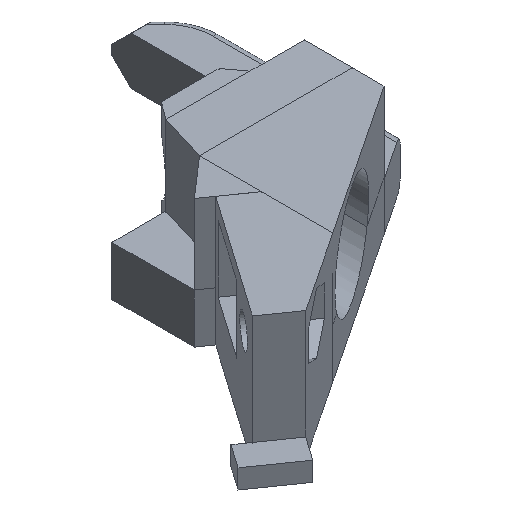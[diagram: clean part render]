
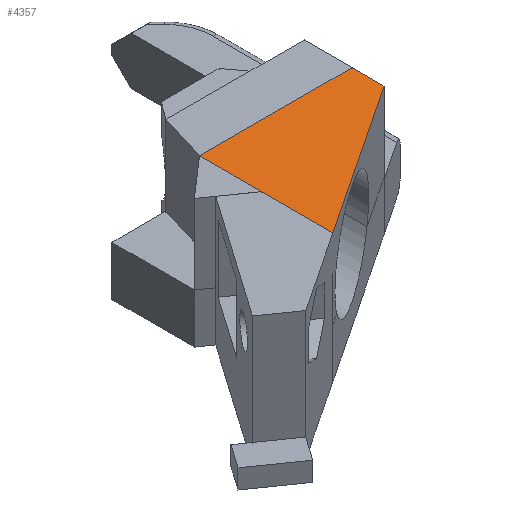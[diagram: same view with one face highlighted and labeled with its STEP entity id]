
A CAD part, isometric view. The second image highlights one B-rep face of the part: STEP entity #4357.
In plain terms, the highlighted planar face has unit normal (0, 0, 1).
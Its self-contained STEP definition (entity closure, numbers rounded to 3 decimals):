
#841 = PLANE('',#842);
#842 = AXIS2_PLACEMENT_3D('',#843,#844,#845);
#843 = CARTESIAN_POINT('',(-7.912,-3.127,13.4));
#844 = DIRECTION('',(-0.,-0.,-1.));
#845 = DIRECTION('',(-1.,0.,0.));
#1084 = VERTEX_POINT('',#1085);
#1085 = CARTESIAN_POINT('',(-15.88,-18.888,13.4));
#1099 = PLANE('',#1100);
#1100 = AXIS2_PLACEMENT_3D('',#1101,#1102,#1103);
#1101 = CARTESIAN_POINT('',(-7.912,-3.127,13.4));
#1102 = DIRECTION('',(-0.,-0.,-1.));
#1103 = DIRECTION('',(-1.,0.,0.));
#1127 = PLANE('',#1128);
#1128 = AXIS2_PLACEMENT_3D('',#1129,#1130,#1131);
#1129 = CARTESIAN_POINT('',(0.,-8.326,0.));
#1130 = DIRECTION('',(0.554,-0.833,0.));
#1131 = DIRECTION('',(-0.833,-0.554,0.));
#2523 = VERTEX_POINT('',#2524);
#2524 = CARTESIAN_POINT('',(0.,-5.,13.4));
#2540 = PLANE('',#2541);
#2541 = AXIS2_PLACEMENT_3D('',#2542,#2543,#2544);
#2542 = CARTESIAN_POINT('',(0.,-5.,13.4));
#2543 = DIRECTION('',(1.,0.,0.));
#2544 = DIRECTION('',(0.,0.,-1.));
#2601 = VERTEX_POINT('',#2602);
#2602 = CARTESIAN_POINT('',(-15.88,-5.,13.4));
#2652 = EDGE_CURVE('',#2601,#2523,#2653,.T.);
#2653 = SURFACE_CURVE('',#2654,(#2658,#2665),.PCURVE_S1.);
#2654 = LINE('',#2655,#2656);
#2655 = CARTESIAN_POINT('',(-15.88,-5.,13.4));
#2656 = VECTOR('',#2657,1.);
#2657 = DIRECTION('',(1.,0.,0.));
#2658 = PCURVE('',#841,#2659);
#2659 = DEFINITIONAL_REPRESENTATION('',(#2660),#2664);
#2660 = LINE('',#2661,#2662);
#2661 = CARTESIAN_POINT('',(7.968,-1.873));
#2662 = VECTOR('',#2663,1.);
#2663 = DIRECTION('',(-1.,0.));
#2664 = ( GEOMETRIC_REPRESENTATION_CONTEXT(2) 
PARAMETRIC_REPRESENTATION_CONTEXT() REPRESENTATION_CONTEXT('2D SPACE',''
  ) );
#2665 = PCURVE('',#2666,#2671);
#2666 = PLANE('',#2667);
#2667 = AXIS2_PLACEMENT_3D('',#2668,#2669,#2670);
#2668 = CARTESIAN_POINT('',(-15.88,-5.,13.4));
#2669 = DIRECTION('',(0.,0.,1.));
#2670 = DIRECTION('',(1.,0.,0.));
#2671 = DEFINITIONAL_REPRESENTATION('',(#2672),#2676);
#2672 = LINE('',#2673,#2674);
#2673 = CARTESIAN_POINT('',(0.,0.));
#2674 = VECTOR('',#2675,1.);
#2675 = DIRECTION('',(1.,0.));
#2676 = ( GEOMETRIC_REPRESENTATION_CONTEXT(2) 
PARAMETRIC_REPRESENTATION_CONTEXT() REPRESENTATION_CONTEXT('2D SPACE',''
  ) );
#2982 = VERTEX_POINT('',#2983);
#2983 = CARTESIAN_POINT('',(0.,-8.326,13.4));
#3004 = EDGE_CURVE('',#1084,#2982,#3005,.T.);
#3005 = SURFACE_CURVE('',#3006,(#3010,#3017),.PCURVE_S1.);
#3006 = LINE('',#3007,#3008);
#3007 = CARTESIAN_POINT('',(-4.738,-11.477,13.4));
#3008 = VECTOR('',#3009,1.);
#3009 = DIRECTION('',(0.833,0.554,0.));
#3010 = PCURVE('',#1127,#3011);
#3011 = DEFINITIONAL_REPRESENTATION('',(#3012),#3016);
#3012 = LINE('',#3013,#3014);
#3013 = CARTESIAN_POINT('',(5.69,-13.4));
#3014 = VECTOR('',#3015,1.);
#3015 = DIRECTION('',(-1.,0.));
#3016 = ( GEOMETRIC_REPRESENTATION_CONTEXT(2) 
PARAMETRIC_REPRESENTATION_CONTEXT() REPRESENTATION_CONTEXT('2D SPACE',''
  ) );
#3017 = PCURVE('',#2666,#3018);
#3018 = DEFINITIONAL_REPRESENTATION('',(#3019),#3023);
#3019 = LINE('',#3020,#3021);
#3020 = CARTESIAN_POINT('',(11.142,-6.477));
#3021 = VECTOR('',#3022,1.);
#3022 = DIRECTION('',(0.833,0.554));
#3023 = ( GEOMETRIC_REPRESENTATION_CONTEXT(2) 
PARAMETRIC_REPRESENTATION_CONTEXT() REPRESENTATION_CONTEXT('2D SPACE',''
  ) );
#3104 = VERTEX_POINT('',#3105);
#3105 = CARTESIAN_POINT('',(-15.88,-11.475,13.4));
#3126 = EDGE_CURVE('',#3104,#1084,#3127,.T.);
#3127 = SURFACE_CURVE('',#3128,(#3132,#3139),.PCURVE_S1.);
#3128 = LINE('',#3129,#3130);
#3129 = CARTESIAN_POINT('',(-15.88,-11.475,13.4));
#3130 = VECTOR('',#3131,1.);
#3131 = DIRECTION('',(0.,-1.,0.));
#3132 = PCURVE('',#1099,#3133);
#3133 = DEFINITIONAL_REPRESENTATION('',(#3134),#3138);
#3134 = LINE('',#3135,#3136);
#3135 = CARTESIAN_POINT('',(7.968,-8.348));
#3136 = VECTOR('',#3137,1.);
#3137 = DIRECTION('',(0.,-1.));
#3138 = ( GEOMETRIC_REPRESENTATION_CONTEXT(2) 
PARAMETRIC_REPRESENTATION_CONTEXT() REPRESENTATION_CONTEXT('2D SPACE',''
  ) );
#3139 = PCURVE('',#2666,#3140);
#3140 = DEFINITIONAL_REPRESENTATION('',(#3141),#3145);
#3141 = LINE('',#3142,#3143);
#3142 = CARTESIAN_POINT('',(0.,-6.475));
#3143 = VECTOR('',#3144,1.);
#3144 = DIRECTION('',(0.,-1.));
#3145 = ( GEOMETRIC_REPRESENTATION_CONTEXT(2) 
PARAMETRIC_REPRESENTATION_CONTEXT() REPRESENTATION_CONTEXT('2D SPACE',''
  ) );
#4335 = EDGE_CURVE('',#2523,#2982,#4336,.T.);
#4336 = SURFACE_CURVE('',#4337,(#4341,#4348),.PCURVE_S1.);
#4337 = LINE('',#4338,#4339);
#4338 = CARTESIAN_POINT('',(0.,-5.,13.4));
#4339 = VECTOR('',#4340,1.);
#4340 = DIRECTION('',(0.,-1.,0.));
#4341 = PCURVE('',#2540,#4342);
#4342 = DEFINITIONAL_REPRESENTATION('',(#4343),#4347);
#4343 = LINE('',#4344,#4345);
#4344 = CARTESIAN_POINT('',(0.,0.));
#4345 = VECTOR('',#4346,1.);
#4346 = DIRECTION('',(0.,-1.));
#4347 = ( GEOMETRIC_REPRESENTATION_CONTEXT(2) 
PARAMETRIC_REPRESENTATION_CONTEXT() REPRESENTATION_CONTEXT('2D SPACE',''
  ) );
#4348 = PCURVE('',#2666,#4349);
#4349 = DEFINITIONAL_REPRESENTATION('',(#4350),#4354);
#4350 = LINE('',#4351,#4352);
#4351 = CARTESIAN_POINT('',(15.88,0.));
#4352 = VECTOR('',#4353,1.);
#4353 = DIRECTION('',(0.,-1.));
#4354 = ( GEOMETRIC_REPRESENTATION_CONTEXT(2) 
PARAMETRIC_REPRESENTATION_CONTEXT() REPRESENTATION_CONTEXT('2D SPACE',''
  ) );
#4357 = ADVANCED_FACE('',(#4358),#2666,.T.);
#4358 = FACE_BOUND('',#4359,.T.);
#4359 = EDGE_LOOP('',(#4360,#4361,#4387,#4388,#4389));
#4360 = ORIENTED_EDGE('',*,*,#2652,.F.);
#4361 = ORIENTED_EDGE('',*,*,#4362,.T.);
#4362 = EDGE_CURVE('',#2601,#3104,#4363,.T.);
#4363 = SURFACE_CURVE('',#4364,(#4368,#4375),.PCURVE_S1.);
#4364 = LINE('',#4365,#4366);
#4365 = CARTESIAN_POINT('',(-15.88,-5.,13.4));
#4366 = VECTOR('',#4367,1.);
#4367 = DIRECTION('',(0.,-1.,0.));
#4368 = PCURVE('',#2666,#4369);
#4369 = DEFINITIONAL_REPRESENTATION('',(#4370),#4374);
#4370 = LINE('',#4371,#4372);
#4371 = CARTESIAN_POINT('',(0.,0.));
#4372 = VECTOR('',#4373,1.);
#4373 = DIRECTION('',(0.,-1.));
#4374 = ( GEOMETRIC_REPRESENTATION_CONTEXT(2) 
PARAMETRIC_REPRESENTATION_CONTEXT() REPRESENTATION_CONTEXT('2D SPACE',''
  ) );
#4375 = PCURVE('',#4376,#4381);
#4376 = PLANE('',#4377);
#4377 = AXIS2_PLACEMENT_3D('',#4378,#4379,#4380);
#4378 = CARTESIAN_POINT('',(-17.154,-8.303,13.4));
#4379 = DIRECTION('',(0.,0.,1.));
#4380 = DIRECTION('',(1.,0.,0.));
#4381 = DEFINITIONAL_REPRESENTATION('',(#4382),#4386);
#4382 = LINE('',#4383,#4384);
#4383 = CARTESIAN_POINT('',(1.274,3.303));
#4384 = VECTOR('',#4385,1.);
#4385 = DIRECTION('',(0.,-1.));
#4386 = ( GEOMETRIC_REPRESENTATION_CONTEXT(2) 
PARAMETRIC_REPRESENTATION_CONTEXT() REPRESENTATION_CONTEXT('2D SPACE',''
  ) );
#4387 = ORIENTED_EDGE('',*,*,#3126,.T.);
#4388 = ORIENTED_EDGE('',*,*,#3004,.T.);
#4389 = ORIENTED_EDGE('',*,*,#4335,.F.);
